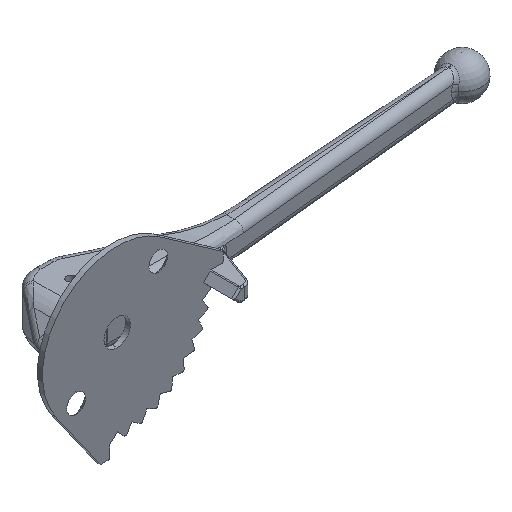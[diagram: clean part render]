
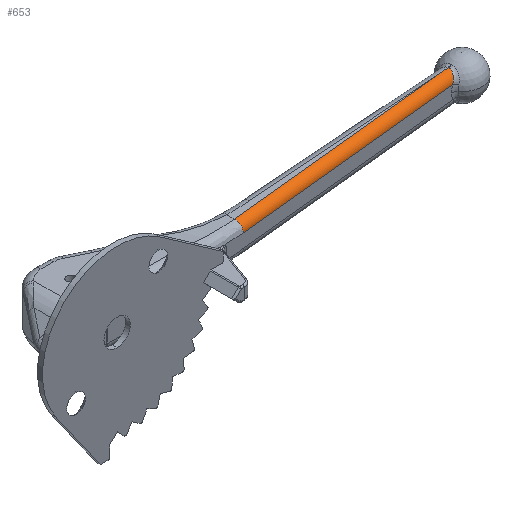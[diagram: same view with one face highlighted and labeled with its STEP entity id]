
A CAD part, isometric view. The second image highlights one B-rep face of the part: STEP entity #653.
In plain terms, the highlighted cylindrical face has radius 5 mm (diameter 10 mm), a partial arc.
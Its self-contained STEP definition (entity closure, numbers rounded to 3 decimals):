
#47 = CARTESIAN_POINT ( 'NONE',  ( 227.027, 171.408, 5.225 ) ) ;
#78 = CARTESIAN_POINT ( 'NONE',  ( 227.938, 172.274, 6.897 ) ) ;
#307 = CARTESIAN_POINT ( 'NONE',  ( 229.037, 176.339, 8.998 ) ) ;
#515 = CARTESIAN_POINT ( 'NONE',  ( 85.406, 161.922, 9. ) ) ;
#653 = ADVANCED_FACE ( 'NONE', ( #5554 ), #2135, .T. ) ;
#842 = CARTESIAN_POINT ( 'NONE',  ( 228.336, 172.931, 7.609 ) ) ;
#889 = VERTEX_POINT ( 'NONE', #515 ) ;
#900 = ORIENTED_EDGE ( 'NONE', *, *, #6392, .T. ) ;
#949 = AXIS2_PLACEMENT_3D ( 'NONE', #1832, #2568, #9638 ) ;
#1076 = LINE ( 'NONE', #8894, #8774 ) ;
#1109 = VERTEX_POINT ( 'NONE', #6084 ) ;
#1117 = CARTESIAN_POINT ( 'NONE',  ( 224.598, 176.044, 9. ) ) ;
#1616 = VERTEX_POINT ( 'NONE', #8871 ) ;
#1832 = CARTESIAN_POINT ( 'NONE',  ( 88.627, 162.249, 4. ) ) ;
#2075 = CARTESIAN_POINT ( 'NONE',  ( 85.406, 156.896, 4. ) ) ;
#2135 = CYLINDRICAL_SURFACE ( 'NONE', #949, 5. ) ;
#2227 = LINE ( 'NONE', #2075, #3936 ) ;
#2387 = CARTESIAN_POINT ( 'NONE',  ( 227.187, 171.51, 5.522 ) ) ;
#2462 = ORIENTED_EDGE ( 'NONE', *, *, #6980, .F. ) ;
#2561 = CARTESIAN_POINT ( 'NONE',  ( 229.053, 175.986, 8.987 ) ) ;
#2568 = DIRECTION ( 'NONE',  ( -0.995, -0.101, 0. ) ) ;
#2620 = CARTESIAN_POINT ( 'NONE',  ( 229.042, 175.642, 8.939 ) ) ;
#2672 = CARTESIAN_POINT ( 'NONE',  ( 226.078, 176.142, 9. ) ) ;
#2701 = CARTESIAN_POINT ( 'NONE',  ( 227.558, 176.241, 8.999 ) ) ;
#2897 = VERTEX_POINT ( 'NONE', #8857 ) ;
#3166 = CARTESIAN_POINT ( 'NONE',  ( 227.496, 171.763, 6.093 ) ) ;
#3399 = CARTESIAN_POINT ( 'NONE',  ( 228.917, 174.638, 8.663 ) ) ;
#3436 = AXIS2_PLACEMENT_3D ( 'NONE', #8213, #3473, #8867 ) ;
#3473 = DIRECTION ( 'NONE',  ( 0.995, 0.101, 0. ) ) ;
#3936 = VECTOR ( 'NONE', #9096, 1000. ) ;
#4449 = EDGE_CURVE ( 'NONE', #1616, #1109, #2227, .T. ) ;
#4736 = CARTESIAN_POINT ( 'NONE',  ( 226.705, 171.261, 4.619 ) ) ;
#5417 = ORIENTED_EDGE ( 'NONE', *, *, #4449, .F. ) ;
#5431 = EDGE_LOOP ( 'NONE', ( #5417, #900, #10107, #2462, #6675 ) ) ;
#5524 = CARTESIAN_POINT ( 'NONE',  ( 228.078, 172.479, 7.147 ) ) ;
#5525 =( BOUNDED_CURVE ( )  B_SPLINE_CURVE ( 3, ( #307, #2701, #2672, #1117 ),
 .UNSPECIFIED., .F., .F. ) 
 B_SPLINE_CURVE_WITH_KNOTS ( ( 4, 4 ),
 ( 1.54, 1.571 ),
 .UNSPECIFIED. ) 
 CURVE ( )  GEOMETRIC_REPRESENTATION_ITEM ( )  RATIONAL_B_SPLINE_CURVE ( ( 1., 1., 1., 1. ) ) 
 REPRESENTATION_ITEM ( '' )  );
#5554 = FACE_OUTER_BOUND ( 'NONE', #5431, .T. ) ;
#5555 = CARTESIAN_POINT ( 'NONE',  ( 226.543, 171.216, 4.312 ) ) ;
#5650 = CARTESIAN_POINT ( 'NONE',  ( 228.766, 174.018, 8.379 ) ) ;
#6007 = EDGE_CURVE ( 'NONE', #889, #1109, #8423, .T. ) ;
#6084 = CARTESIAN_POINT ( 'NONE',  ( 85.91, 156.948, 4. ) ) ;
#6318 = CARTESIAN_POINT ( 'NONE',  ( 228.457, 173.182, 7.825 ) ) ;
#6392 = EDGE_CURVE ( 'NONE', #1616, #8469, #8420, .T. ) ;
#6675 = ORIENTED_EDGE ( 'NONE', *, *, #6007, .T. ) ;
#6980 = EDGE_CURVE ( 'NONE', #889, #2897, #1076, .T. ) ;
#7226 = CARTESIAN_POINT ( 'NONE',  ( 228.673, 173.727, 8.211 ) ) ;
#7298 = DIRECTION ( 'NONE',  ( 0.995, 0.101, 0. ) ) ;
#8071 = CARTESIAN_POINT ( 'NONE',  ( 229.037, 176.339, 8.998 ) ) ;
#8213 = CARTESIAN_POINT ( 'NONE',  ( 85.406, 161.922, 4. ) ) ;
#8420 = B_SPLINE_CURVE_WITH_KNOTS ( 'NONE', 3,
 ( #9385, #5555, #4736, #47, #2387, #3166, #9418, #78, #5524, #842, #6318, #7226, #5650, #3399, #9655, #2620, #2561, #8071 ),
 .UNSPECIFIED., .F., .F.,
 ( 4, 2, 2, 2, 2, 2, 2, 2, 4 ),
 ( 0., 0.001, 0.002, 0.003, 0.004, 0.005, 0.006, 0.007, 0.008 ),
 .UNSPECIFIED. ) ;
#8423 = CIRCLE ( 'NONE', #3436, 5. ) ;
#8469 = VERTEX_POINT ( 'NONE', #8804 ) ;
#8496 = EDGE_CURVE ( 'NONE', #8469, #2897, #5525, .T. ) ;
#8774 = VECTOR ( 'NONE', #7298, 1000. ) ;
#8804 = CARTESIAN_POINT ( 'NONE',  ( 229.037, 176.339, 8.998 ) ) ;
#8857 = CARTESIAN_POINT ( 'NONE',  ( 224.598, 176.044, 9. ) ) ;
#8867 = DIRECTION ( 'NONE',  ( -0.101, 0.995, 0. ) ) ;
#8871 = CARTESIAN_POINT ( 'NONE',  ( 226.38, 171.199, 4. ) ) ;
#8894 = CARTESIAN_POINT ( 'NONE',  ( 231.697, 176.764, 9. ) ) ;
#9096 = DIRECTION ( 'NONE',  ( -0.995, -0.101, 0. ) ) ;
#9385 = CARTESIAN_POINT ( 'NONE',  ( 226.38, 171.199, 4. ) ) ;
#9418 = CARTESIAN_POINT ( 'NONE',  ( 227.647, 171.916, 6.368 ) ) ;
#9638 = DIRECTION ( 'NONE',  ( 0.101, -0.995, 0. ) ) ;
#9655 = CARTESIAN_POINT ( 'NONE',  ( 228.975, 174.97, 8.779 ) ) ;
#10107 = ORIENTED_EDGE ( 'NONE', *, *, #8496, .T. ) ;
